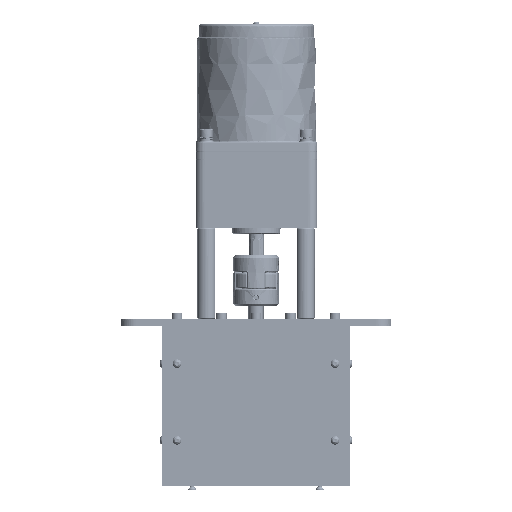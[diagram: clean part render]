
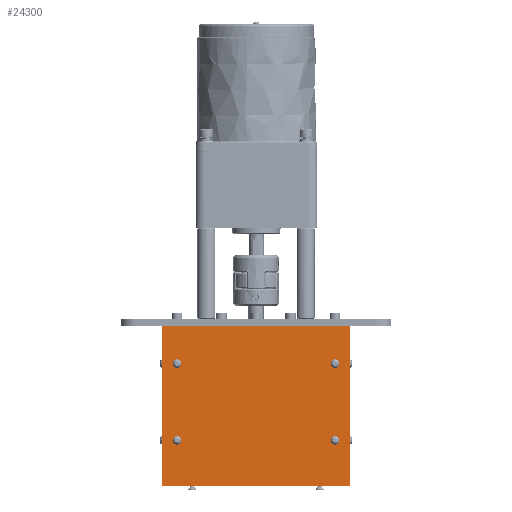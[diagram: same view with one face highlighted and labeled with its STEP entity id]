
A CAD part, front view. The second image highlights one B-rep face of the part: STEP entity #24300.
In plain terms, the highlighted free-form (B-spline) face has degree [1, 1] with [2, 2] control points.
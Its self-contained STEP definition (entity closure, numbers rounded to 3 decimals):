
#23994 = VERTEX_POINT('',#23995);
#23995 = CARTESIAN_POINT('',(86.123,-86.123,
    0.));
#24000 = EDGE_CURVE('',#24001,#23994,#24003,.T.);
#24001 = VERTEX_POINT('',#24002);
#24002 = CARTESIAN_POINT('',(86.123,-86.123,
    -146.064));
#24003 = B_SPLINE_CURVE_WITH_KNOTS('',1,(#24004,#24005),.UNSPECIFIED.,
  .F.,.F.,(2,2),(0.,106.),.PIECEWISE_BEZIER_KNOTS.);
#24004 = CARTESIAN_POINT('',(86.123,-86.123,
    -146.064));
#24005 = CARTESIAN_POINT('',(86.123,-86.123,0.));
#24021 = VERTEX_POINT('',#24022);
#24022 = CARTESIAN_POINT('',(70.138,-86.123,
    -34.449));
#24040 = EDGE_CURVE('',#24021,#24021,#24041,.T.);
#24041 = ( BOUNDED_CURVE() B_SPLINE_CURVE(2,(#24042,#24043,#24044,#24045
    ,#24046,#24047,#24048),.UNSPECIFIED.,.T.,.F.) 
B_SPLINE_CURVE_WITH_KNOTS((3,2,2,3),(3.142,5.236,
7.33,9.425),.PIECEWISE_BEZIER_KNOTS.) CURVE() 
GEOMETRIC_REPRESENTATION_ITEM() RATIONAL_B_SPLINE_CURVE((1.,0.5,1.,0.5,
1.,0.5,1.)) REPRESENTATION_ITEM('') );
#24042 = CARTESIAN_POINT('',(70.138,-86.123,
    -34.449));
#24043 = CARTESIAN_POINT('',(70.138,-86.123,
    -30.63));
#24044 = CARTESIAN_POINT('',(73.445,-86.123,
    -32.54));
#24045 = CARTESIAN_POINT('',(76.753,-86.123,
    -34.449));
#24046 = CARTESIAN_POINT('',(73.445,-86.123,
    -36.358));
#24047 = CARTESIAN_POINT('',(70.138,-86.123,
    -38.268));
#24048 = CARTESIAN_POINT('',(70.138,-86.123,
    -34.449));
#24073 = VERTEX_POINT('',#24074);
#24074 = CARTESIAN_POINT('',(70.138,-86.123,
    -104.725));
#24092 = EDGE_CURVE('',#24073,#24073,#24093,.T.);
#24093 = ( BOUNDED_CURVE() B_SPLINE_CURVE(2,(#24094,#24095,#24096,#24097
    ,#24098,#24099,#24100),.UNSPECIFIED.,.T.,.F.) 
B_SPLINE_CURVE_WITH_KNOTS((3,2,2,3),(3.142,5.236,
7.33,9.425),.PIECEWISE_BEZIER_KNOTS.) CURVE() 
GEOMETRIC_REPRESENTATION_ITEM() RATIONAL_B_SPLINE_CURVE((1.,0.5,1.,0.5,
1.,0.5,1.)) REPRESENTATION_ITEM('') );
#24094 = CARTESIAN_POINT('',(70.138,-86.123,
    -104.725));
#24095 = CARTESIAN_POINT('',(70.138,-86.123,
    -100.907));
#24096 = CARTESIAN_POINT('',(73.445,-86.123,
    -102.816));
#24097 = CARTESIAN_POINT('',(76.753,-86.123,
    -104.725));
#24098 = CARTESIAN_POINT('',(73.445,-86.123,
    -106.635));
#24099 = CARTESIAN_POINT('',(70.138,-86.123,
    -108.544));
#24100 = CARTESIAN_POINT('',(70.138,-86.123,
    -104.725));
#24125 = VERTEX_POINT('',#24126);
#24126 = CARTESIAN_POINT('',(-74.548,-86.123,
    -104.725));
#24144 = EDGE_CURVE('',#24125,#24125,#24145,.T.);
#24145 = ( BOUNDED_CURVE() B_SPLINE_CURVE(2,(#24146,#24147,#24148,#24149
    ,#24150,#24151,#24152),.UNSPECIFIED.,.T.,.F.) 
B_SPLINE_CURVE_WITH_KNOTS((3,2,2,3),(3.142,5.236,
7.33,9.425),.PIECEWISE_BEZIER_KNOTS.) CURVE() 
GEOMETRIC_REPRESENTATION_ITEM() RATIONAL_B_SPLINE_CURVE((1.,0.5,1.,0.5,
1.,0.5,1.)) REPRESENTATION_ITEM('') );
#24146 = CARTESIAN_POINT('',(-74.548,-86.123,
    -104.725));
#24147 = CARTESIAN_POINT('',(-74.548,-86.123,
    -100.907));
#24148 = CARTESIAN_POINT('',(-71.241,-86.123,
    -102.816));
#24149 = CARTESIAN_POINT('',(-67.934,-86.123,
    -104.725));
#24150 = CARTESIAN_POINT('',(-71.241,-86.123,
    -106.635));
#24151 = CARTESIAN_POINT('',(-74.548,-86.123,
    -108.544));
#24152 = CARTESIAN_POINT('',(-74.548,-86.123,
    -104.725));
#24177 = VERTEX_POINT('',#24178);
#24178 = CARTESIAN_POINT('',(-74.548,-86.123,
    -34.449));
#24196 = EDGE_CURVE('',#24177,#24177,#24197,.T.);
#24197 = ( BOUNDED_CURVE() B_SPLINE_CURVE(2,(#24198,#24199,#24200,#24201
    ,#24202,#24203,#24204),.UNSPECIFIED.,.T.,.F.) 
B_SPLINE_CURVE_WITH_KNOTS((3,2,2,3),(3.142,5.236,
7.33,9.425),.PIECEWISE_BEZIER_KNOTS.) CURVE() 
GEOMETRIC_REPRESENTATION_ITEM() RATIONAL_B_SPLINE_CURVE((1.,0.5,1.,0.5,
1.,0.5,1.)) REPRESENTATION_ITEM('') );
#24198 = CARTESIAN_POINT('',(-74.548,-86.123,
    -34.449));
#24199 = CARTESIAN_POINT('',(-74.548,-86.123,
    -30.63));
#24200 = CARTESIAN_POINT('',(-71.241,-86.123,
    -32.54));
#24201 = CARTESIAN_POINT('',(-67.934,-86.123,
    -34.449));
#24202 = CARTESIAN_POINT('',(-71.241,-86.123,
    -36.358));
#24203 = CARTESIAN_POINT('',(-74.548,-86.123,
    -38.268));
#24204 = CARTESIAN_POINT('',(-74.548,-86.123,
    -34.449));
#24238 = VERTEX_POINT('',#24239);
#24239 = CARTESIAN_POINT('',(-86.123,-86.123,
    -146.064));
#24244 = EDGE_CURVE('',#24245,#24238,#24247,.T.);
#24245 = VERTEX_POINT('',#24246);
#24246 = CARTESIAN_POINT('',(-86.123,-86.123,0.));
#24247 = B_SPLINE_CURVE_WITH_KNOTS('',1,(#24248,#24249),.UNSPECIFIED.,
  .F.,.F.,(2,2),(-0.,106.),.PIECEWISE_BEZIER_KNOTS.);
#24248 = CARTESIAN_POINT('',(-86.123,-86.123,0.));
#24249 = CARTESIAN_POINT('',(-86.123,-86.123,
    -146.064));
#24270 = EDGE_CURVE('',#23994,#24245,#24271,.T.);
#24271 = B_SPLINE_CURVE_WITH_KNOTS('',1,(#24272,#24273),.UNSPECIFIED.,
  .F.,.F.,(2,2),(0.,125.),.PIECEWISE_BEZIER_KNOTS.);
#24272 = CARTESIAN_POINT('',(86.123,-86.123,
    0.));
#24273 = CARTESIAN_POINT('',(-86.123,-86.123,
    0.));
#24290 = EDGE_CURVE('',#24238,#24001,#24291,.T.);
#24291 = B_SPLINE_CURVE_WITH_KNOTS('',1,(#24292,#24293),.UNSPECIFIED.,
  .F.,.F.,(2,2),(0.,125.),.PIECEWISE_BEZIER_KNOTS.);
#24292 = CARTESIAN_POINT('',(-86.123,-86.123,
    -146.064));
#24293 = CARTESIAN_POINT('',(86.123,-86.123,
    -146.064));
#24300 = ADVANCED_FACE('',(#24301,#24307,#24310,#24313,#24316),#24319,
  .T.);
#24301 = FACE_BOUND('',#24302,.T.);
#24302 = EDGE_LOOP('',(#24303,#24304,#24305,#24306));
#24303 = ORIENTED_EDGE('',*,*,#24290,.T.);
#24304 = ORIENTED_EDGE('',*,*,#24000,.T.);
#24305 = ORIENTED_EDGE('',*,*,#24270,.T.);
#24306 = ORIENTED_EDGE('',*,*,#24244,.T.);
#24307 = FACE_BOUND('',#24308,.T.);
#24308 = EDGE_LOOP('',(#24309));
#24309 = ORIENTED_EDGE('',*,*,#24196,.T.);
#24310 = FACE_BOUND('',#24311,.T.);
#24311 = EDGE_LOOP('',(#24312));
#24312 = ORIENTED_EDGE('',*,*,#24144,.T.);
#24313 = FACE_BOUND('',#24314,.T.);
#24314 = EDGE_LOOP('',(#24315));
#24315 = ORIENTED_EDGE('',*,*,#24092,.T.);
#24316 = FACE_BOUND('',#24317,.T.);
#24317 = EDGE_LOOP('',(#24318));
#24318 = ORIENTED_EDGE('',*,*,#24040,.T.);
#24319 = B_SPLINE_SURFACE_WITH_KNOTS('',1,1,(
    (#24320,#24321)
    ,(#24322,#24323
    )),.UNSPECIFIED.,.F.,.F.,.F.,(2,2),(2,2),(-61.5,
    63.5),(-53.,53.),.PIECEWISE_BEZIER_KNOTS.);
#24320 = CARTESIAN_POINT('',(-86.123,-86.123,
    -146.064));
#24321 = CARTESIAN_POINT('',(-86.123,-86.123,0.));
#24322 = CARTESIAN_POINT('',(86.123,-86.123,
    -146.064));
#24323 = CARTESIAN_POINT('',(86.123,-86.123,0.));
